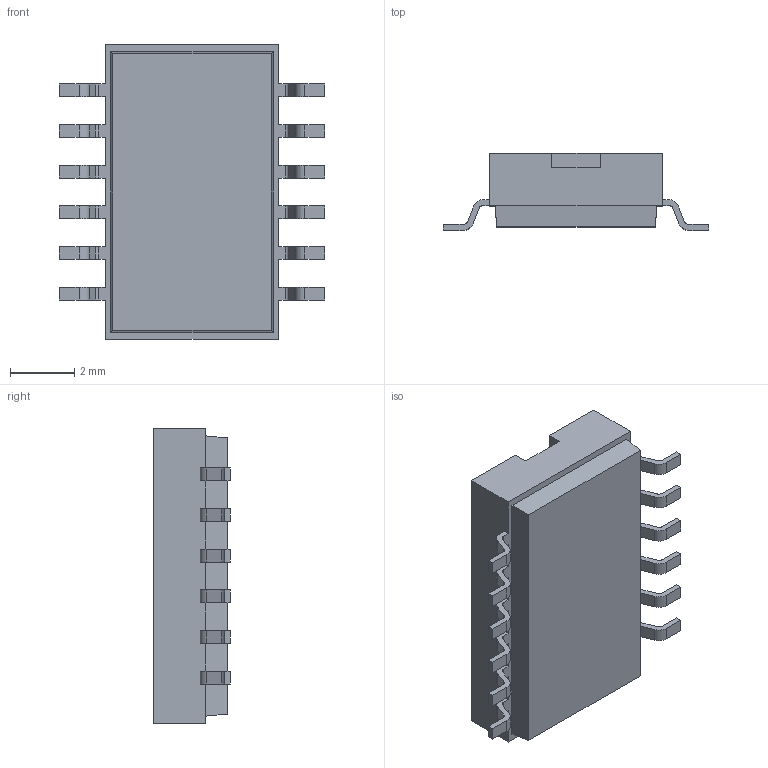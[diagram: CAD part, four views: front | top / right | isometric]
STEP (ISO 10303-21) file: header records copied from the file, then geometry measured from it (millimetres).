
FILE_DESCRIPTION (( 'STEP AP214' ), '1' );
FILE_NAME ('CUI_DEVICES_DS05-127-2-06BK-SMT-TR.step', '2020-04-22T21:41:54', ( '' ), ( '' ), 'SwSTEP 2.0', 'SolidWorks 2020', '' );
FILE_SCHEMA (( 'AUTOMOTIVE_DESIGN' ));
Length unit declared in the file: inch
Products named in the file (1): CUI_DEVICES_DS05-127-2-06BK-SMT-TR
Bounding box: 8.3 x 2.4 x 9.19 mm (x, y, z)
Volume: 103.4 mm3; surface area: 218.9 mm2
Topology: 1 solids, 1 shells, 261 faces, 720 edges, 468 vertices
Faces by surface type: plane 213, cylinder 48
Entity records: 10562 total; most frequent: CARTESIAN_POINT 1450, ORIENTED_EDGE 1440, DIRECTION 1340, EDGE_CURVE 720, LINE 624, VECTOR 624, VERTEX_POINT 468, AXIS2_PLACEMENT_3D 358
